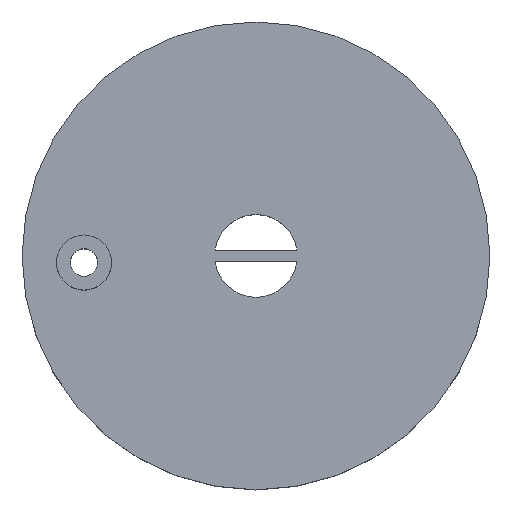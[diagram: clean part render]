
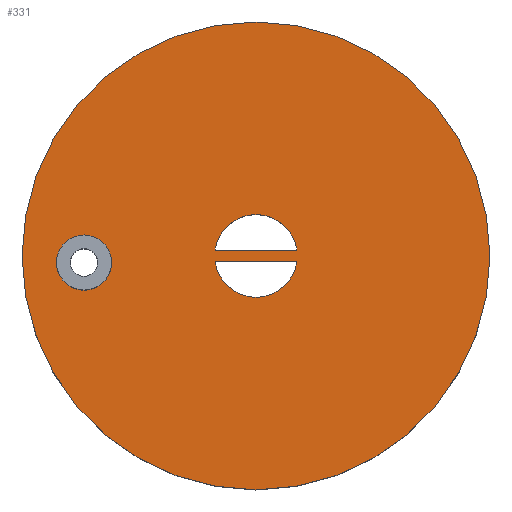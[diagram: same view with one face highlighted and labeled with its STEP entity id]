
A CAD part, top view. The second image highlights one B-rep face of the part: STEP entity #331.
In plain terms, the highlighted planar face has unit normal (0, 0, 1).
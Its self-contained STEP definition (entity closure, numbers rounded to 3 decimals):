
#19=LINE('',#505,#45);
#21=LINE('',#511,#47);
#24=LINE('',#516,#50);
#31=LINE('',#537,#57);
#33=LINE('',#542,#59);
#35=LINE('',#545,#61);
#45=VECTOR('',#405,10.);
#47=VECTOR('',#409,10.);
#50=VECTOR('',#414,10.);
#57=VECTOR('',#433,10.);
#59=VECTOR('',#437,10.);
#61=VECTOR('',#441,10.);
#79=FACE_BOUND('',#124,.T.);
#80=FACE_BOUND('',#125,.T.);
#81=FACE_BOUND('',#126,.T.);
#99=FACE_OUTER_BOUND('',#123,.T.);
#123=EDGE_LOOP('',(#281));
#124=EDGE_LOOP('',(#282));
#125=EDGE_LOOP('',(#283,#284,#285,#286));
#126=EDGE_LOOP('',(#287,#288,#289,#290));
#137=CIRCLE('',#355,2.);
#143=CIRCLE('',#371,3.);
#144=CIRCLE('',#373,3.);
#145=CIRCLE('',#375,17.);
#153=VERTEX_POINT('',#494);
#154=VERTEX_POINT('',#498);
#157=VERTEX_POINT('',#503);
#158=VERTEX_POINT('',#507);
#160=VERTEX_POINT('',#510);
#168=VERTEX_POINT('',#533);
#169=VERTEX_POINT('',#535);
#170=VERTEX_POINT('',#539);
#171=VERTEX_POINT('',#541);
#173=VERTEX_POINT('',#557);
#182=EDGE_CURVE('',#153,#153,#137,.T.);
#186=EDGE_CURVE('',#154,#157,#19,.T.);
#188=EDGE_CURVE('',#160,#158,#21,.T.);
#191=EDGE_CURVE('',#157,#160,#24,.T.);
#202=EDGE_CURVE('',#168,#169,#31,.T.);
#204=EDGE_CURVE('',#171,#170,#33,.T.);
#206=EDGE_CURVE('',#169,#171,#35,.T.);
#210=EDGE_CURVE('',#170,#168,#143,.T.);
#211=EDGE_CURVE('',#158,#154,#144,.T.);
#212=EDGE_CURVE('',#173,#173,#145,.F.);
#281=ORIENTED_EDGE('',*,*,#212,.T.);
#282=ORIENTED_EDGE('',*,*,#182,.T.);
#283=ORIENTED_EDGE('',*,*,#188,.T.);
#284=ORIENTED_EDGE('',*,*,#211,.T.);
#285=ORIENTED_EDGE('',*,*,#186,.T.);
#286=ORIENTED_EDGE('',*,*,#191,.T.);
#287=ORIENTED_EDGE('',*,*,#204,.T.);
#288=ORIENTED_EDGE('',*,*,#210,.T.);
#289=ORIENTED_EDGE('',*,*,#202,.T.);
#290=ORIENTED_EDGE('',*,*,#206,.T.);
#313=PLANE('',#377);
#331=ADVANCED_FACE('',(#99,#79,#80,#81),#313,.T.);
#355=AXIS2_PLACEMENT_3D('',#496,#398,#399);
#371=AXIS2_PLACEMENT_3D('',#553,#452,#453);
#373=AXIS2_PLACEMENT_3D('',#555,#456,#457);
#375=AXIS2_PLACEMENT_3D('',#558,#460,#461);
#377=AXIS2_PLACEMENT_3D('',#562,#465,#466);
#398=DIRECTION('center_axis',(0.,0.,
-1.));
#399=DIRECTION('ref_axis',(-1.,0.,0.));
#405=DIRECTION('',(0.,1.,0.));
#409=DIRECTION('',(0.,-1.,0.));
#414=DIRECTION('',(1.,0.,0.));
#433=DIRECTION('',(0.,-1.,0.));
#437=DIRECTION('',(0.,1.,0.));
#441=DIRECTION('',(-1.,0.,0.));
#452=DIRECTION('center_axis',(0.,0.,
-1.));
#453=DIRECTION('ref_axis',(1.,0.,0.));
#456=DIRECTION('center_axis',(0.,0.,
-1.));
#457=DIRECTION('ref_axis',(1.,0.,0.));
#460=DIRECTION('center_axis',(0.,0.,
-1.));
#461=DIRECTION('ref_axis',(-1.,0.,0.));
#465=DIRECTION('center_axis',(0.,0.,
1.));
#466=DIRECTION('ref_axis',(-1.,0.,0.));
#494=CARTESIAN_POINT('',(-45.5,-32.467,4.));
#496=CARTESIAN_POINT('Origin',(-47.5,-32.467,4.));
#498=CARTESIAN_POINT('',(-37.958,-32.467,4.));
#503=CARTESIAN_POINT('',(-37.958,-32.367,4.));
#505=CARTESIAN_POINT('',(-37.958,-32.217,4.));
#507=CARTESIAN_POINT('',(-32.042,-32.467,4.));
#510=CARTESIAN_POINT('',(-32.042,-32.367,4.));
#511=CARTESIAN_POINT('',(-32.042,-32.217,4.));
#516=CARTESIAN_POINT('',(-36.479,-32.367,4.));
#533=CARTESIAN_POINT('',(-32.042,-31.467,4.));
#535=CARTESIAN_POINT('',(-32.042,-31.567,4.));
#537=CARTESIAN_POINT('',(-32.042,-31.717,4.));
#539=CARTESIAN_POINT('',(-37.958,-31.467,4.));
#541=CARTESIAN_POINT('',(-37.958,-31.567,4.));
#542=CARTESIAN_POINT('',(-37.958,-31.717,4.));
#545=CARTESIAN_POINT('',(-33.521,-31.567,4.));
#553=CARTESIAN_POINT('Origin',(-35.,-31.967,4.));
#555=CARTESIAN_POINT('Origin',(-35.,-31.967,4.));
#557=CARTESIAN_POINT('',(-18.,-31.967,4.));
#558=CARTESIAN_POINT('Origin',(-35.,-31.967,4.));
#562=CARTESIAN_POINT('Origin',(-35.,-31.967,4.));
